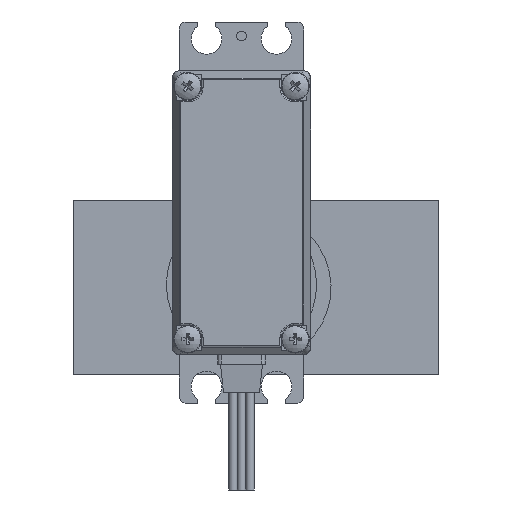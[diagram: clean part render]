
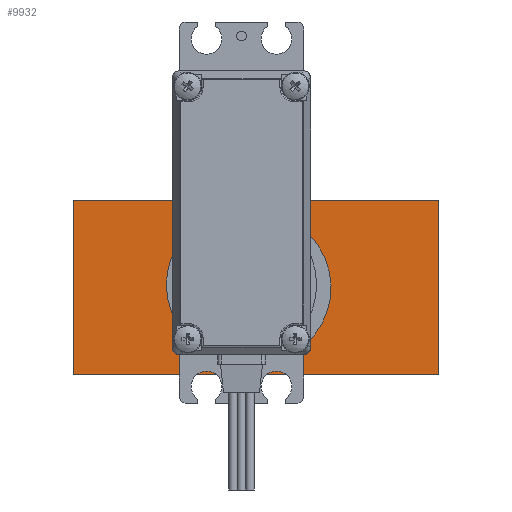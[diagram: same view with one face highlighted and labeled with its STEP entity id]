
A CAD part, front view. The second image highlights one B-rep face of the part: STEP entity #9932.
In plain terms, the highlighted planar face has unit normal (0, -1, 0).
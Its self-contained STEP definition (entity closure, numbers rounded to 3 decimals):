
#484=FACE_BOUND('',#1629,.T.);
#1052=FACE_OUTER_BOUND('',#1628,.T.);
#1628=EDGE_LOOP('',(#8597,#8598,#8599,#8600));
#1629=EDGE_LOOP('',(#8601));
#2434=LINE('',#17105,#3224);
#2435=LINE('',#17107,#3225);
#2436=LINE('',#17109,#3226);
#2437=LINE('',#17110,#3227);
#3224=VECTOR('',#13774,10.);
#3225=VECTOR('',#13775,10.);
#3226=VECTOR('',#13776,10.);
#3227=VECTOR('',#13777,10.);
#3674=CIRCLE('',#11046,4.75);
#4552=VERTEX_POINT('',#17103);
#4553=VERTEX_POINT('',#17104);
#4554=VERTEX_POINT('',#17106);
#4555=VERTEX_POINT('',#17108);
#4556=VERTEX_POINT('',#17111);
#5908=EDGE_CURVE('',#4552,#4553,#2434,.T.);
#5909=EDGE_CURVE('',#4552,#4554,#2435,.T.);
#5910=EDGE_CURVE('',#4555,#4554,#2436,.T.);
#5911=EDGE_CURVE('',#4553,#4555,#2437,.T.);
#5912=EDGE_CURVE('',#4556,#4556,#3674,.T.);
#8597=ORIENTED_EDGE('',*,*,#5908,.F.);
#8598=ORIENTED_EDGE('',*,*,#5909,.T.);
#8599=ORIENTED_EDGE('',*,*,#5910,.F.);
#8600=ORIENTED_EDGE('',*,*,#5911,.F.);
#8601=ORIENTED_EDGE('',*,*,#5912,.T.);
#9018=PLANE('',#11045);
#9932=ADVANCED_FACE('',(#1052,#484),#9018,.T.);
#11045=AXIS2_PLACEMENT_3D('',#17102,#13772,#13773);
#11046=AXIS2_PLACEMENT_3D('',#17112,#13778,#13779);
#13772=DIRECTION('center_axis',(0.,-1.,0.));
#13773=DIRECTION('ref_axis',(-1.,0.,0.));
#13774=DIRECTION('',(1.,0.,0.));
#13775=DIRECTION('',(0.,0.,-1.));
#13776=DIRECTION('',(-1.,0.,0.));
#13777=DIRECTION('',(0.,0.,-1.));
#13778=DIRECTION('center_axis',(0.,1.,0.));
#13779=DIRECTION('ref_axis',(-1.,0.,0.));
#17102=CARTESIAN_POINT('Origin',(27.219,-15.011,-29.215));
#17103=CARTESIAN_POINT('',(-25.081,-15.011,-29.215));
#17104=CARTESIAN_POINT('',(27.219,-15.011,-29.215));
#17105=CARTESIAN_POINT('',(-25.081,-15.011,-29.215));
#17106=CARTESIAN_POINT('',(-25.081,-15.011,-54.215));
#17107=CARTESIAN_POINT('',(-25.081,-15.011,-29.215));
#17108=CARTESIAN_POINT('',(27.219,-15.011,-54.215));
#17109=CARTESIAN_POINT('',(-25.081,-15.011,-54.215));
#17110=CARTESIAN_POINT('',(27.219,-15.011,-29.215));
#17111=CARTESIAN_POINT('',(5.819,-15.011,-41.715));
#17112=CARTESIAN_POINT('Origin',(1.069,-15.011,-41.715));
